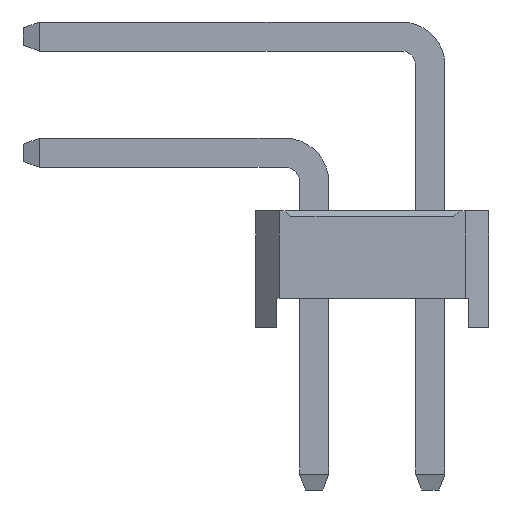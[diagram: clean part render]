
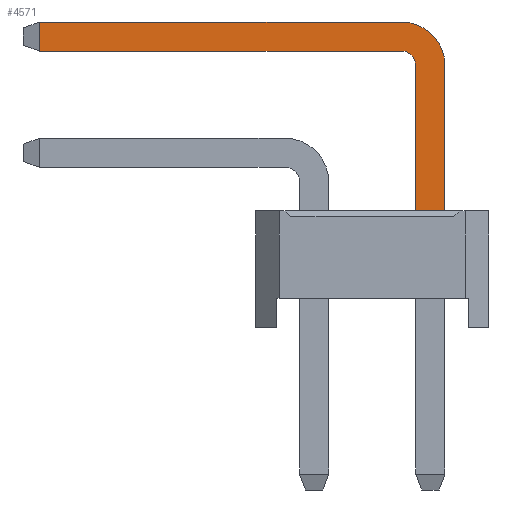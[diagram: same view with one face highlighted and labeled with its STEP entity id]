
A CAD part, left-side view. The second image highlights one B-rep face of the part: STEP entity #4571.
In plain terms, the highlighted planar face has unit normal (-1, 0, 0).
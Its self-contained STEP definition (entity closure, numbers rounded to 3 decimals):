
#4571=ADVANCED_FACE('',(#20111),#20113,.T.);
#20111=FACE_BOUND('',#20112,.T.);
#20112=EDGE_LOOP('',(#32689,#32690,#32691,#32692,#32693,#32694,#32695,#32696));
#20113=PLANE('',#20114);
#20114=AXIS2_PLACEMENT_3D('',#20115,#20116,#20117);
#20115=CARTESIAN_POINT('',(-0.25,-1.75,-2.8));
#20116=DIRECTION('',(-1.,0.,0.));
#20117=DIRECTION('',(0.,-1.,0.));
#32689=ORIENTED_EDGE('',*,*,#40438,.F.);
#32690=ORIENTED_EDGE('',*,*,#40439,.F.);
#32691=ORIENTED_EDGE('',*,*,#40440,.F.);
#32692=ORIENTED_EDGE('',*,*,#40441,.F.);
#32693=ORIENTED_EDGE('',*,*,#38503,.T.);
#32694=ORIENTED_EDGE('',*,*,#40437,.T.);
#32695=ORIENTED_EDGE('',*,*,#40442,.T.);
#32696=ORIENTED_EDGE('',*,*,#40443,.T.);
#38503=EDGE_CURVE('',#43334,#43332,#43335,.T.);
#40437=EDGE_CURVE('',#43332,#46654,#46656,.T.);
#40438=EDGE_CURVE('',#46657,#46658,#46659,.T.);
#40439=EDGE_CURVE('',#46660,#46657,#46661,.T.);
#40440=EDGE_CURVE('',#46662,#46660,#46663,.T.);
#40441=EDGE_CURVE('',#43334,#46662,#46664,.T.);
#40442=EDGE_CURVE('',#46654,#46665,#46666,.T.);
#40443=EDGE_CURVE('',#46665,#46658,#46667,.T.);
#43332=VERTEX_POINT('',#51342);
#43334=VERTEX_POINT('',#51346);
#43335=LINE('',#51347,#51348);
#46654=VERTEX_POINT('',#58654);
#46656=LINE('',#58658,#58659);
#46657=VERTEX_POINT('',#58661);
#46658=VERTEX_POINT('',#58662);
#46659=LINE('',#58663,#58664);
#46660=VERTEX_POINT('',#58666);
#46661=LINE('',#58667,#58668);
#46662=VERTEX_POINT('',#58670);
#46663=CIRCLE('',#58671,0.25);
#46664=LINE('',#58675,#58676);
#46665=VERTEX_POINT('',#58678);
#46666=CIRCLE('',#58679,0.75);
#46667=LINE('',#58683,#58684);
#51342=CARTESIAN_POINT('',(-0.25,-2.25,2.));
#51346=CARTESIAN_POINT('',(-0.25,-1.75,2.));
#51347=CARTESIAN_POINT('',(-0.25,-1.75,2.));
#51348=VECTOR('',#51349,1.);
#51349=DIRECTION('',(0.,-1.,0.));
#58654=CARTESIAN_POINT('',(-0.25,-2.25,4.5));
#58658=CARTESIAN_POINT('',(-0.25,-2.25,2.));
#58659=VECTOR('',#58660,1.);
#58660=DIRECTION('',(0.,0.,1.));
#58661=CARTESIAN_POINT('',(-0.25,4.725,4.75));
#58662=CARTESIAN_POINT('',(-0.25,4.725,5.25));
#58663=CARTESIAN_POINT('',(-0.25,4.725,4.75));
#58664=VECTOR('',#58665,1.);
#58665=DIRECTION('',(0.,0.,1.));
#58666=CARTESIAN_POINT('',(-0.25,-1.5,4.75));
#58667=CARTESIAN_POINT('',(-0.25,-1.5,4.75));
#58668=VECTOR('',#58669,1.);
#58669=DIRECTION('',(0.,1.,0.));
#58670=CARTESIAN_POINT('',(-0.25,-1.75,4.5));
#58671=AXIS2_PLACEMENT_3D('',#58672,#58673,#58674);
#58672=CARTESIAN_POINT('',(-0.25,-1.5,4.5));
#58673=DIRECTION('',(-1.,-0.,0.));
#58674=DIRECTION('',(0.,-1.,0.));
#58675=CARTESIAN_POINT('',(-0.25,-1.75,2.));
#58676=VECTOR('',#58677,1.);
#58677=DIRECTION('',(0.,0.,1.));
#58678=CARTESIAN_POINT('',(-0.25,-1.5,5.25));
#58679=AXIS2_PLACEMENT_3D('',#58680,#58681,#58682);
#58680=CARTESIAN_POINT('',(-0.25,-1.5,4.5));
#58681=DIRECTION('',(-1.,-0.,0.));
#58682=DIRECTION('',(0.,-1.,0.));
#58683=CARTESIAN_POINT('',(-0.25,-1.5,5.25));
#58684=VECTOR('',#58685,1.);
#58685=DIRECTION('',(0.,1.,0.));
